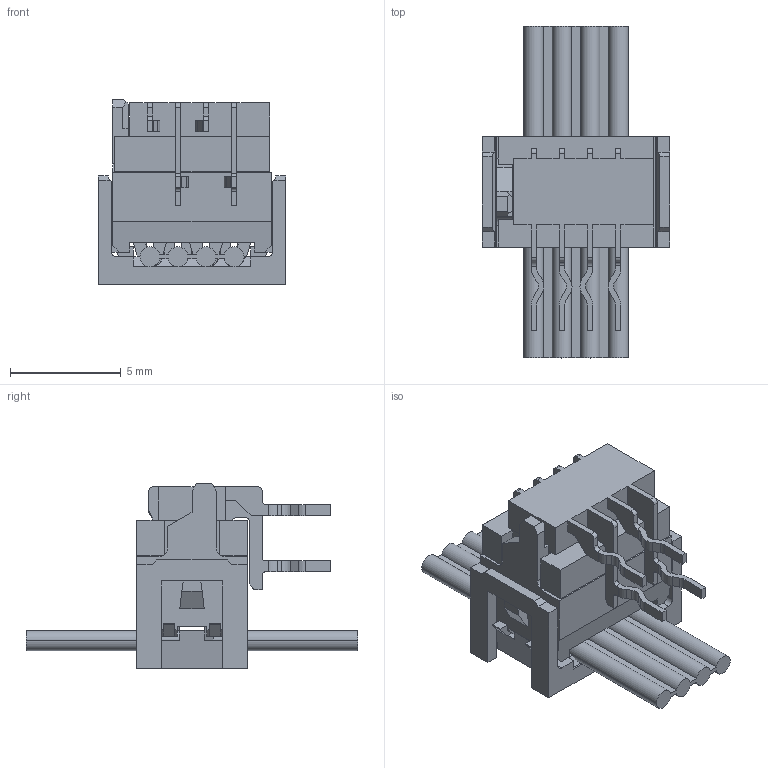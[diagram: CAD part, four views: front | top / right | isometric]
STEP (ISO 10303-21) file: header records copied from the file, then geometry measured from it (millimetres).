
FILE_DESCRIPTION (( 'STEP AP214' ), '1' );
FILE_NAME ('MICROMATCH_THT_FEM.SE.STEP', '2022-11-28T17:21:27', ( '' ), ( '' ), 'SwSTEP 2.0', 'SolidWorks 2022', '' );
FILE_SCHEMA (( 'AUTOMOTIVE_DESIGN' ));
Length unit declared in the file: millimetre
Products named in the file (4): MICROMATCH_THT_FEM.SE; c-215083-4.step; 3M_3364-12_4; c-215460-4.stp
Assembly tree (3 placements, depth 2):
  MICROMATCH_THT_FEM.SE
    c-215460-4.stp
    c-215083-4.step
    3M_3364-12_4
Bounding box: 8.46 x 15 x 8.35 mm (x, y, z)
Volume: 292.2 mm3; surface area: 888.8 mm2
Topology: 3 solids, 3 shells, 687 faces, 1978 edges, 1313 vertices
Faces by surface type: plane 528, cylinder 158, bspline 1
Entity records: 23084 total; most frequent: CARTESIAN_POINT 4697, ORIENTED_EDGE 3956, DIRECTION 3564, EDGE_CURVE 1978, VECTOR 1620, LINE 1620, VERTEX_POINT 1313, AXIS2_PLACEMENT_3D 972
